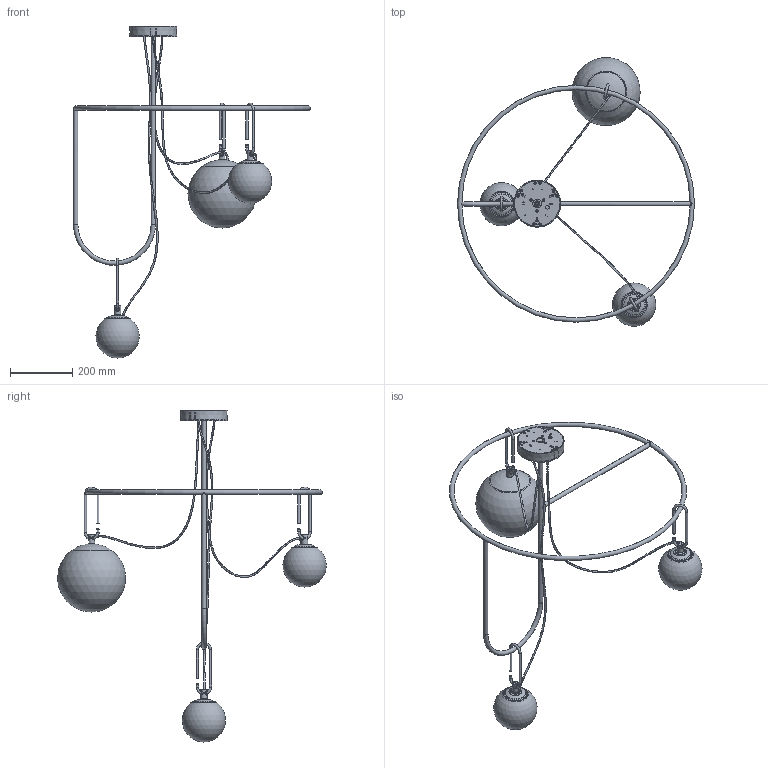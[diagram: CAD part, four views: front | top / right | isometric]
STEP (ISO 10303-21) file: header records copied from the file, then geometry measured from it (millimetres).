
FILE_DESCRIPTION(/* description */ (''),/* implementation_level */ '2;1');
FILE_NAME(/* name */ '127800_A.stp',/* time_stamp */ '2020-04-28T09:35:24+02:00',/* author */ (''),/* organization */ (''),/* preprocessor_version */ 'ST-DEVELOPER v15',/* originating_system */ 'SIEMENS PLM Software NX 9.0',/* authorisation */ '');
FILE_SCHEMA (('AUTOMOTIVE_DESIGN { 1 0 10303 214 3 1 1 1 }'));
Length unit declared in the file: millimetre
Products named in the file (1): corr26243472hjlf
Bounding box: 764 x 866.36 x 1070.64 mm (x, y, z)
Volume: 1456121.3 mm3; surface area: 1078532.9 mm2
Topology: 28 solids, 29 shells, 959 faces, 2655 edges, 1735 vertices
Faces by surface type: plane 319, cylinder 280, bspline 237, cone 56, torus 47, sphere 20
Full cylindrical faces by diameter (mm): 2.05 x5, 2.75 x4, 3.7 x12, 4.5 x6, 6.8 x2, 7.2 x4, 8 x9, 11 x3, 12 x1, 14 x3, 15 x3, 15.5 x1, 19.9 x3, 28 x1, 63 x2, 66 x2, 94 x1
Entity records: 57788 total; most frequent: CARTESIAN_POINT 36668, ORIENTED_EDGE 4700, DIRECTION 3202, EDGE_CURVE 2350, VERTEX_POINT 1639, EDGE_LOOP 1243, AXIS2_PLACEMENT_3D 1231, B_SPLINE_CURVE_WITH_KNOTS 1091
